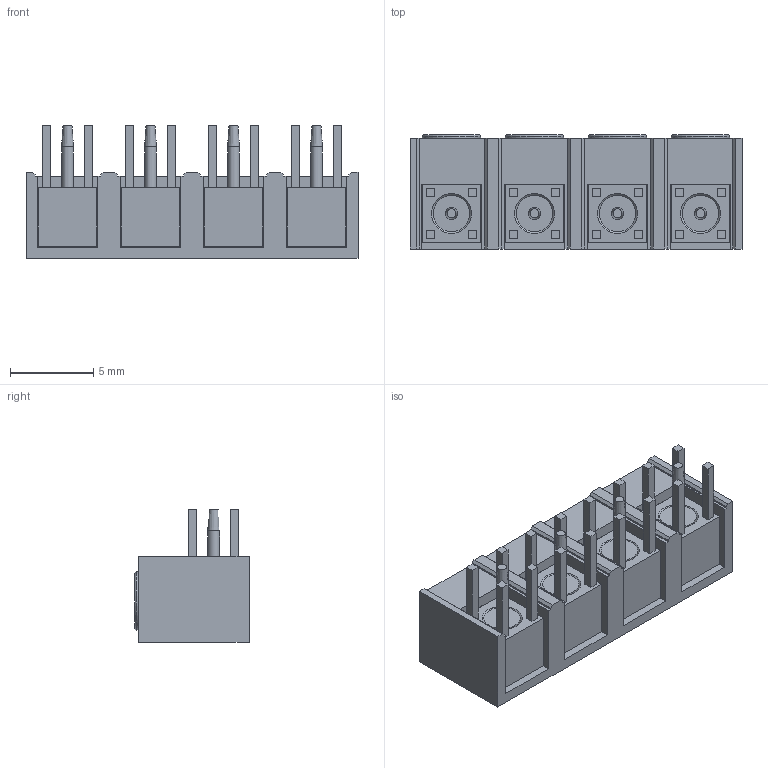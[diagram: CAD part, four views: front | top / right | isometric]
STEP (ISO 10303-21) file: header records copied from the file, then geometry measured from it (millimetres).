
FILE_DESCRIPTION(/* description */ (''),/* implementation_level */ '2;1');
FILE_NAME(/* name */ 'Samtec_GRF1-J-P-04-E-RA-TH1.step',/* time_stamp */ '2023-09-30T22:28:55+01:00',/* author */ (''),/* organization */ (''),/* preprocessor_version */ 'ST-DEVELOPER v20',/* originating_system */ 'Autodesk Translation Framework v12.9.0.99',/* authorisation */ '');
FILE_SCHEMA (('AUTOMOTIVE_DESIGN { 1 0 10303 214 3 1 1 }'));
Length unit declared in the file: millimetre
Products named in the file (5): Samtec_GRF1-J-P-04-E-RA-TH1; GRF1-J-P-04-E-RA-TH1-E_p; GRF1-J-P-04-E-RA-TH1-E_I; GRF1-J-P-04-E-RA-TH1-E_sh; GRF1-J-P-04-E-RA-TH1-E_b
Assembly tree (13 placements, depth 2):
  Samtec_GRF1-J-P-04-E-RA-TH1
    GRF1-J-P-04-E-RA-TH1-E_p  x4
    GRF1-J-P-04-E-RA-TH1-E_I  x4
    GRF1-J-P-04-E-RA-TH1-E_sh  x4
    GRF1-J-P-04-E-RA-TH1-E_b
Bounding box: 20 x 6.88 x 8.01 mm (x, y, z)
Volume: 528.7 mm3; surface area: 1632.5 mm2
Topology: 13 solids, 13 shells, 496 faces, 1230 edges, 804 vertices
Faces by surface type: plane 306, cylinder 130, cone 48, torus 12
Full cylindrical faces by diameter (mm): 0.46 x4, 0.64 x16, 0.7 x4, 0.72 x4, 1.55 x4, 1.61 x4, 2.12 x4, 2.15 x8, 2.2 x4, 2.23 x4, 2.49 x4, 3.5 x4, 3.56 x4
Entity records: 5630 total; most frequent: CARTESIAN_POINT 1087, DIRECTION 919, ORIENTED_EDGE 892, EDGE_CURVE 446, LINE 313, VECTOR 313, AXIS2_PLACEMENT_3D 303, VERTEX_POINT 294
